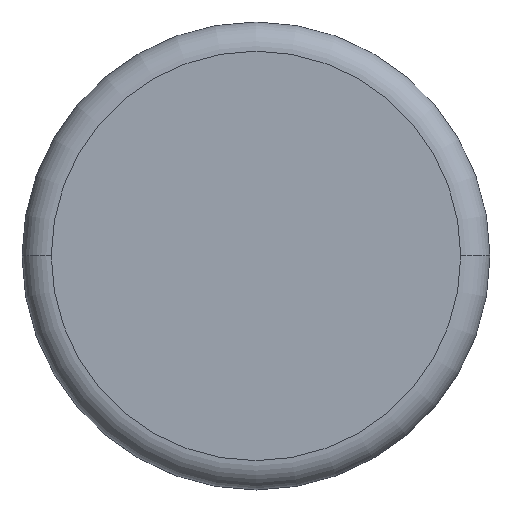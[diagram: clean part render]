
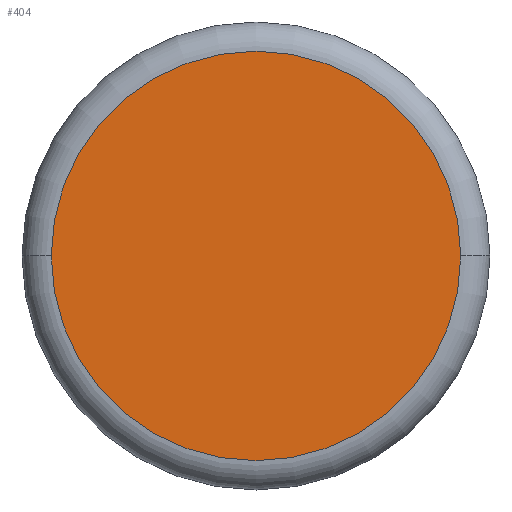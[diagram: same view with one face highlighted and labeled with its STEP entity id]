
A CAD part, top view. The second image highlights one B-rep face of the part: STEP entity #404.
In plain terms, the highlighted planar face has unit normal (0, 0, 1).
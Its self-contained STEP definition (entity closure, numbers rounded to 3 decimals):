
#113 = EDGE_CURVE ( 'NONE', #221, #149, #591, .T. ) ;
#149 = VERTEX_POINT ( 'NONE', #607 ) ;
#221 = VERTEX_POINT ( 'NONE', #759 ) ;
#331 = ORIENTED_EDGE ( 'NONE', *, *, #113, .F. ) ;
#366 = EDGE_CURVE ( 'NONE', #149, #221, #942, .T. ) ;
#388 = ORIENTED_EDGE ( 'NONE', *, *, #366, .F. ) ;
#404 = ADVANCED_FACE ( 'NONE', ( #874 ), #886, .F. ) ;
#409 = EDGE_LOOP ( 'NONE', ( #331, #388 ) ) ;
#484 = AXIS2_PLACEMENT_3D ( 'NONE', #583, #569, #568 ) ;
#568 = DIRECTION ( 'NONE',  ( -1., 0., 0. ) ) ;
#569 = DIRECTION ( 'NONE',  ( 0., 0., -1. ) ) ;
#583 = CARTESIAN_POINT ( 'NONE',  ( 0., 0., 32. ) ) ;
#591 = CIRCLE ( 'NONE', #484, 7. ) ;
#607 = CARTESIAN_POINT ( 'NONE',  ( 7., 0., 32. ) ) ;
#759 = CARTESIAN_POINT ( 'NONE',  ( -7., 0., 32. ) ) ;
#874 = FACE_OUTER_BOUND ( 'NONE', #409, .T. ) ;
#877 = AXIS2_PLACEMENT_3D ( 'NONE', #969, #968, #967 ) ;
#886 = PLANE ( 'NONE',  #877 ) ;
#902 = DIRECTION ( 'NONE',  ( -1., 0., 0. ) ) ;
#903 = DIRECTION ( 'NONE',  ( 0., 0., -1. ) ) ;
#904 = CARTESIAN_POINT ( 'NONE',  ( 0., 0., 32. ) ) ;
#905 = AXIS2_PLACEMENT_3D ( 'NONE', #904, #903, #902 ) ;
#942 = CIRCLE ( 'NONE', #905, 7. ) ;
#967 = DIRECTION ( 'NONE',  ( -1., 0., 0. ) ) ;
#968 = DIRECTION ( 'NONE',  ( 0., 0., -1. ) ) ;
#969 = CARTESIAN_POINT ( 'NONE',  ( 0., 0., 32. ) ) ;
